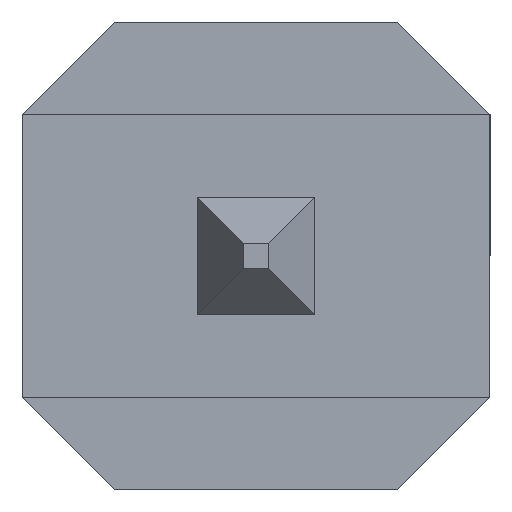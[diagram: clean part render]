
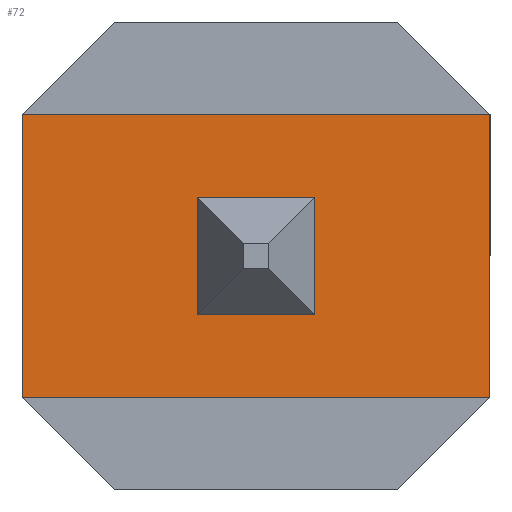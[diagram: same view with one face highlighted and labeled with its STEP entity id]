
A CAD part, front view. The second image highlights one B-rep face of the part: STEP entity #72.
In plain terms, the highlighted planar face has unit normal (0, -1, 0).
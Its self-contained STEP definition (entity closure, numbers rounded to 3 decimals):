
#15 = VERTEX_POINT ( 'NONE', #407 ) ;
#31 = CARTESIAN_POINT ( 'NONE',  ( -1.27, 0.5, -0.875 ) ) ;
#32 = EDGE_CURVE ( 'NONE', #912, #704, #308, .T. ) ;
#52 = ORIENTED_EDGE ( 'NONE', *, *, #719, .F. ) ;
#55 = VECTOR ( 'NONE', #472, 1000. ) ;
#72 = ADVANCED_FACE ( 'NONE', ( #85 ), #856, .F. ) ;
#85 = FACE_OUTER_BOUND ( 'NONE', #812, .T. ) ;
#152 = VECTOR ( 'NONE', #598, 1000. ) ;
#178 = AXIS2_PLACEMENT_3D ( 'NONE', #392, #360, #932 ) ;
#241 = ORIENTED_EDGE ( 'NONE', *, *, #470, .F. ) ;
#261 = LINE ( 'NONE', #505, #55 ) ;
#288 = VECTOR ( 'NONE', #530, 1000. ) ;
#308 = LINE ( 'NONE', #609, #288 ) ;
#347 = LINE ( 'NONE', #521, #152 ) ;
#360 = DIRECTION ( 'NONE',  ( 0., 1., 0. ) ) ;
#392 = CARTESIAN_POINT ( 'NONE',  ( 0., 0.5, 0. ) ) ;
#407 = CARTESIAN_POINT ( 'NONE',  ( 1.27, 0.5, -0.875 ) ) ;
#470 = EDGE_CURVE ( 'NONE', #15, #912, #261, .T. ) ;
#472 = DIRECTION ( 'NONE',  ( -1., 0., 0. ) ) ;
#505 = CARTESIAN_POINT ( 'NONE',  ( 1.27, 0.5, -0.875 ) ) ;
#521 = CARTESIAN_POINT ( 'NONE',  ( 1.27, 0.5, 0.665 ) ) ;
#530 = DIRECTION ( 'NONE',  ( 0., 0., 1. ) ) ;
#547 = ORIENTED_EDGE ( 'NONE', *, *, #32, .F. ) ;
#552 = ORIENTED_EDGE ( 'NONE', *, *, #969, .F. ) ;
#554 = VECTOR ( 'NONE', #919, 1000. ) ;
#598 = DIRECTION ( 'NONE',  ( 0., 0., -1. ) ) ;
#609 = CARTESIAN_POINT ( 'NONE',  ( -1.27, 0.5, -0.875 ) ) ;
#683 = VERTEX_POINT ( 'NONE', #804 ) ;
#704 = VERTEX_POINT ( 'NONE', #830 ) ;
#719 = EDGE_CURVE ( 'NONE', #704, #683, #955, .T. ) ;
#804 = CARTESIAN_POINT ( 'NONE',  ( 1.27, 0.5, 0.665 ) ) ;
#812 = EDGE_LOOP ( 'NONE', ( #547, #241, #552, #52 ) ) ;
#830 = CARTESIAN_POINT ( 'NONE',  ( -1.27, 0.5, 0.665 ) ) ;
#835 = CARTESIAN_POINT ( 'NONE',  ( -1.27, 0.5, 0.665 ) ) ;
#856 = PLANE ( 'NONE',  #178 ) ;
#912 = VERTEX_POINT ( 'NONE', #31 ) ;
#919 = DIRECTION ( 'NONE',  ( 1., 0., 0. ) ) ;
#932 = DIRECTION ( 'NONE',  ( 0., 0., 1. ) ) ;
#955 = LINE ( 'NONE', #835, #554 ) ;
#969 = EDGE_CURVE ( 'NONE', #683, #15, #347, .T. ) ;
